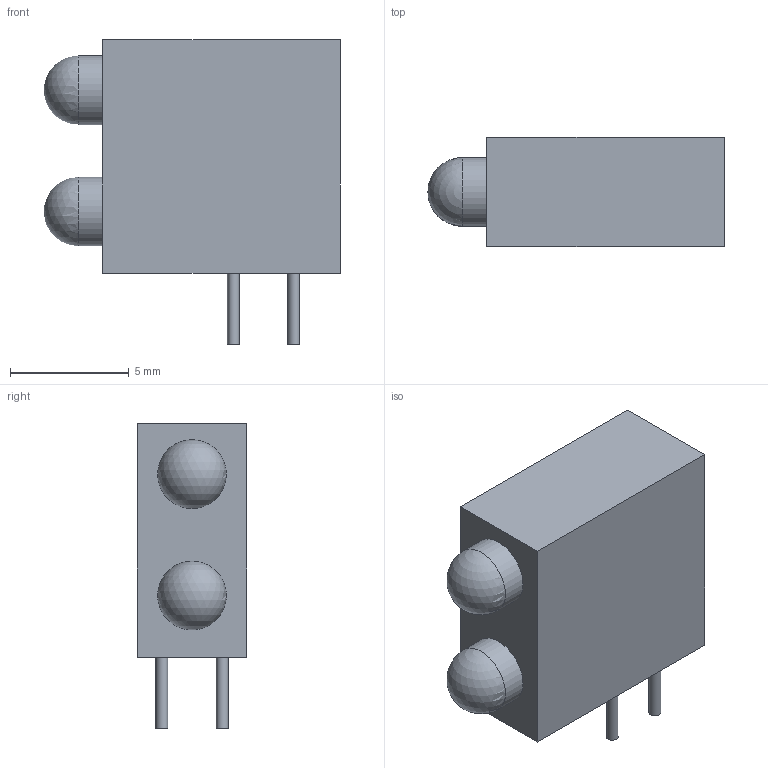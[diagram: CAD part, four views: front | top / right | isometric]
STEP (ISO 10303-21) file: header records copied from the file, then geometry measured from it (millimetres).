
FILE_DESCRIPTION(('CAx-IF Rec.Pracs.---Model Styling and Organization---1.5---2016-08-15','CAx-IF Rec.Pracs.---Geometric and Assembly Validation Properties---4.4---2016-08-17','CAx-IF Rec.Pracs.---User Defined Attributes---1.5---2016-08-15','CAx-IF Rec.Pracs.---External References---2.1---2005-01-19'),'2;1');
FILE_NAME('L-7104FO-2GD_.stp','2020-08-01T21:03:21',('Unspecified'),('Unspecified'),'CAD Exchanger 3.8.1 (cadexchanger.com)','Unspecified','');
FILE_SCHEMA(('AUTOMOTIVE_DESIGN { 1 0 10303 214 1 1 1 1 }'));
Length unit declared in the file: millimetre
Products named in the file (9): LED1_2; LED1_1; ???????2; ???????3; LED2_1; ??????; ???????4; ???????1; LED2_2
Bounding box: 12.49 x 4.6 x 12.85 mm (x, y, z)
Volume: 482.1 mm3; surface area: 485.2 mm2
Topology: 9 solids, 9 shells, 30 faces, 40 edges, 24 vertices
Faces by surface type: plane 22, cylinder 6, sphere 2
Full cylindrical faces by diameter (mm): 0.5 x4, 2.9 x2
Entity records: 732 total; most frequent: DIRECTION 114, CARTESIAN_POINT 91, ORIENTED_EDGE 72, AXIS2_PLACEMENT_3D 47, EDGE_CURVE 36, ADVANCED_FACE 30, FACE_BOUND 30, EDGE_LOOP 30
